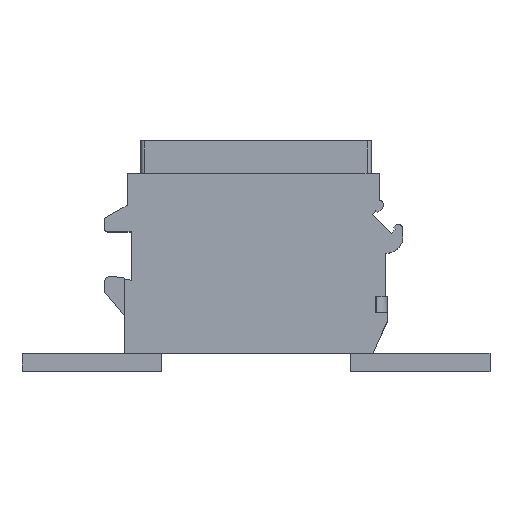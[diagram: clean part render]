
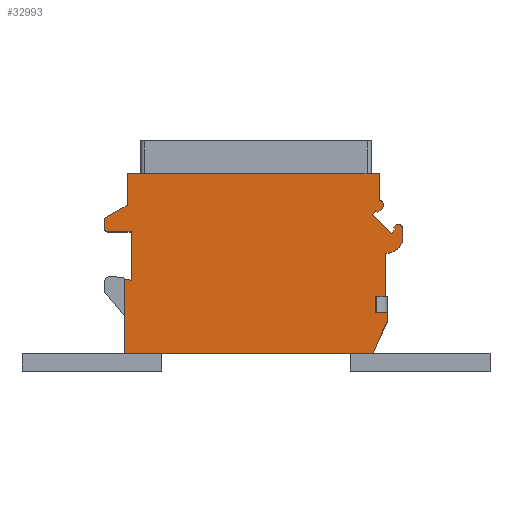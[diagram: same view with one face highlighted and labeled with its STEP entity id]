
A CAD part, top view. The second image highlights one B-rep face of the part: STEP entity #32993.
In plain terms, the highlighted planar face has unit normal (0, 0, 1).
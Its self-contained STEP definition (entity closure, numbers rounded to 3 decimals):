
#450=DIRECTION('',(-1.,0.,0.));
#451=VECTOR('',#450,1.1);
#452=CARTESIAN_POINT('',(14.372,6.3,7.));
#453=LINE('',#452,#451);
#454=DIRECTION('',(0.,-1.,0.));
#455=VECTOR('',#454,1.8);
#456=CARTESIAN_POINT('',(13.272,6.3,7.));
#457=LINE('',#456,#455);
#458=DIRECTION('',(1.,0.,0.));
#459=VECTOR('',#458,1.3);
#460=CARTESIAN_POINT('',(13.272,4.5,7.));
#461=LINE('',#460,#459);
#462=DIRECTION('',(0.,1.,0.));
#463=VECTOR('',#462,1.);
#464=CARTESIAN_POINT('',(14.572,3.5,7.));
#465=LINE('',#464,#463);
#466=DIRECTION('',(0.416,0.909,0.));
#467=VECTOR('',#466,3.848);
#468=CARTESIAN_POINT('',(12.972,0.,7.));
#469=LINE('',#468,#467);
#470=DIRECTION('',(1.,0.,0.));
#471=VECTOR('',#470,27.6);
#472=CARTESIAN_POINT('',(-14.628,0.,7.));
#473=LINE('',#472,#471);
#474=DIRECTION('',(0.,-1.,0.));
#475=VECTOR('',#474,8.232);
#476=CARTESIAN_POINT('',(-14.628,8.232,7.));
#477=LINE('',#476,#475);
#478=DIRECTION('',(-0.991,0.133,0.));
#479=VECTOR('',#478,0.807);
#480=CARTESIAN_POINT('',(-13.828,8.125,7.));
#481=LINE('',#480,#479);
#482=DIRECTION('',(0.,-1.,0.));
#483=VECTOR('',#482,5.375);
#484=CARTESIAN_POINT('',(-13.828,13.5,7.));
#485=LINE('',#484,#483);
#486=DIRECTION('',(1.,0.,0.));
#487=VECTOR('',#486,0.4);
#488=CARTESIAN_POINT('',(-14.228,13.5,7.));
#489=LINE('',#488,#487);
#490=DIRECTION('',(1.,0.,0.));
#491=VECTOR('',#490,2.3);
#492=CARTESIAN_POINT('',(-16.528,13.5,7.));
#493=LINE('',#492,#491);
#494=CARTESIAN_POINT('',(-16.528,13.8,7.));
#495=DIRECTION('',(0.,0.,1.));
#496=DIRECTION('',(-1.,0.,0.));
#497=AXIS2_PLACEMENT_3D('',#494,#495,#496);
#499=DIRECTION('',(0.,-1.,0.));
#500=VECTOR('',#499,1.2);
#501=CARTESIAN_POINT('',(-16.828,15.,7.));
#502=LINE('',#501,#500);
#503=DIRECTION('',(-0.866,-0.5,0.));
#504=VECTOR('',#503,2.887);
#505=CARTESIAN_POINT('',(-14.328,16.443,7.));
#506=LINE('',#505,#504);
#507=DIRECTION('',(0.,-1.,0.));
#508=VECTOR('',#507,3.557);
#509=CARTESIAN_POINT('',(-14.328,20.,7.));
#510=LINE('',#509,#508);
#511=DIRECTION('',(-1.,0.,0.));
#512=VECTOR('',#511,28.);
#513=CARTESIAN_POINT('',(13.672,20.,7.));
#514=LINE('',#513,#512);
#515=DIRECTION('',(0.,1.,0.));
#516=VECTOR('',#515,3.);
#517=CARTESIAN_POINT('',(13.672,17.,7.));
#518=LINE('',#517,#516);
#519=DIRECTION('',(-1.,0.,0.));
#520=VECTOR('',#519,0.01);
#521=CARTESIAN_POINT('',(13.682,17.,7.));
#522=LINE('',#521,#520);
#523=CARTESIAN_POINT('',(13.682,16.5,7.));
#524=DIRECTION('',(0.,0.,1.));
#525=DIRECTION('',(0.718,-0.696,0.));
#526=AXIS2_PLACEMENT_3D('',#523,#524,#525);
#528=DIRECTION('',(0.696,0.718,0.));
#529=VECTOR('',#528,0.738);
#530=CARTESIAN_POINT('',(13.528,15.622,7.));
#531=LINE('',#530,#529);
#532=DIRECTION('',(0.718,-0.696,0.));
#533=VECTOR('',#532,0.3);
#534=CARTESIAN_POINT('',(13.313,15.831,7.));
#535=LINE('',#534,#533);
#536=DIRECTION('',(0.696,0.718,0.));
#537=VECTOR('',#536,0.6);
#538=CARTESIAN_POINT('',(12.895,15.4,7.));
#539=LINE('',#538,#537);
#540=DIRECTION('',(-0.718,0.696,0.));
#541=VECTOR('',#540,3.);
#542=CARTESIAN_POINT('',(15.05,13.313,7.));
#543=LINE('',#542,#541);
#544=DIRECTION('',(-0.696,-0.718,0.));
#545=VECTOR('',#544,0.6);
#546=CARTESIAN_POINT('',(15.468,13.744,7.));
#547=LINE('',#546,#545);
#548=DIRECTION('',(0.718,-0.696,0.));
#549=VECTOR('',#548,0.3);
#550=CARTESIAN_POINT('',(15.252,13.953,7.));
#551=LINE('',#550,#549);
#552=DIRECTION('',(-0.696,-0.718,0.));
#553=VECTOR('',#552,0.303);
#554=CARTESIAN_POINT('',(15.463,14.17,7.));
#555=LINE('',#554,#553);
#556=CARTESIAN_POINT('',(15.822,13.822,7.));
#557=DIRECTION('',(0.,0.,1.));
#558=DIRECTION('',(1.,0.,0.));
#559=AXIS2_PLACEMENT_3D('',#556,#557,#558);
#561=DIRECTION('',(0.,1.,0.));
#562=VECTOR('',#561,0.893);
#563=CARTESIAN_POINT('',(16.322,12.93,7.));
#564=LINE('',#563,#562);
#565=CARTESIAN_POINT('',(14.522,12.93,7.));
#566=DIRECTION('',(0.,0.,1.));
#567=DIRECTION('',(-0.083,-0.997,0.));
#568=AXIS2_PLACEMENT_3D('',#565,#566,#567);
#570=DIRECTION('',(0.,1.,0.));
#571=VECTOR('',#570,4.836);
#572=CARTESIAN_POINT('',(14.372,6.3,7.));
#573=LINE('',#572,#571);
#27354=CARTESIAN_POINT('',(-14.328,20.,7.));
#27355=CARTESIAN_POINT('',(-14.328,16.443,7.));
#27356=VERTEX_POINT('',#27354);
#27357=VERTEX_POINT('',#27355);
#27358=CARTESIAN_POINT('',(-16.828,15.,7.));
#27359=VERTEX_POINT('',#27358);
#27360=CARTESIAN_POINT('',(-16.828,13.8,7.));
#27361=VERTEX_POINT('',#27360);
#27362=CARTESIAN_POINT('',(-16.528,13.5,7.));
#27363=VERTEX_POINT('',#27362);
#27364=CARTESIAN_POINT('',(-14.228,13.5,7.));
#27365=VERTEX_POINT('',#27364);
#27366=CARTESIAN_POINT('',(-13.828,8.125,7.));
#27367=CARTESIAN_POINT('',(-14.628,8.232,7.));
#27368=VERTEX_POINT('',#27366);
#27369=VERTEX_POINT('',#27367);
#27370=CARTESIAN_POINT('',(-14.628,0.,7.));
#27371=VERTEX_POINT('',#27370);
#27372=CARTESIAN_POINT('',(12.972,0.,7.));
#27373=VERTEX_POINT('',#27372);
#27374=CARTESIAN_POINT('',(14.572,3.5,7.));
#27375=VERTEX_POINT('',#27374);
#27376=CARTESIAN_POINT('',(14.372,11.136,7.));
#27377=CARTESIAN_POINT('',(16.322,12.93,7.));
#27378=VERTEX_POINT('',#27376);
#27379=VERTEX_POINT('',#27377);
#27380=CARTESIAN_POINT('',(16.322,13.822,7.));
#27381=VERTEX_POINT('',#27380);
#27382=CARTESIAN_POINT('',(15.463,14.17,7.));
#27383=VERTEX_POINT('',#27382);
#27384=CARTESIAN_POINT('',(15.252,13.953,7.));
#27385=VERTEX_POINT('',#27384);
#27386=CARTESIAN_POINT('',(15.468,13.744,7.));
#27387=VERTEX_POINT('',#27386);
#27388=CARTESIAN_POINT('',(15.05,13.313,7.));
#27389=VERTEX_POINT('',#27388);
#27390=CARTESIAN_POINT('',(12.895,15.4,7.));
#27391=VERTEX_POINT('',#27390);
#27392=CARTESIAN_POINT('',(13.313,15.831,7.));
#27393=VERTEX_POINT('',#27392);
#27394=CARTESIAN_POINT('',(13.528,15.622,7.));
#27395=VERTEX_POINT('',#27394);
#27396=CARTESIAN_POINT('',(14.042,16.152,7.));
#27397=VERTEX_POINT('',#27396);
#27398=CARTESIAN_POINT('',(13.682,17.,7.));
#27399=VERTEX_POINT('',#27398);
#27400=CARTESIAN_POINT('',(13.672,17.,7.));
#27401=VERTEX_POINT('',#27400);
#27402=CARTESIAN_POINT('',(13.672,20.,7.));
#27403=VERTEX_POINT('',#27402);
#27440=CARTESIAN_POINT('',(14.372,6.3,7.));
#27441=CARTESIAN_POINT('',(13.272,6.3,7.));
#27442=VERTEX_POINT('',#27440);
#27443=VERTEX_POINT('',#27441);
#27444=CARTESIAN_POINT('',(13.272,4.5,7.));
#27445=VERTEX_POINT('',#27444);
#27446=CARTESIAN_POINT('',(14.572,4.5,7.));
#27447=VERTEX_POINT('',#27446);
#27530=CARTESIAN_POINT('',(-13.828,13.5,7.));
#27531=VERTEX_POINT('',#27530);
#32954=CARTESIAN_POINT('',(0.,0.,7.));
#32955=DIRECTION('',(0.,0.,1.));
#32956=DIRECTION('',(1.,0.,0.));
#32957=AXIS2_PLACEMENT_3D('',#32954,#32955,#32956);
#32958=PLANE('',#32957);
#32960=ORIENTED_EDGE('',*,*,#32959,.T.);
#32962=ORIENTED_EDGE('',*,*,#32961,.T.);
#32963=ORIENTED_EDGE('',*,*,#32945,.T.);
#32964=ORIENTED_EDGE('',*,*,#32435,.F.);
#32965=ORIENTED_EDGE('',*,*,#32450,.F.);
#32966=ORIENTED_EDGE('',*,*,#32464,.F.);
#32967=ORIENTED_EDGE('',*,*,#32519,.F.);
#32968=ORIENTED_EDGE('',*,*,#32573,.F.);
#32969=ORIENTED_EDGE('',*,*,#32588,.F.);
#32970=ORIENTED_EDGE('',*,*,#32602,.F.);
#32971=ORIENTED_EDGE('',*,*,#32616,.F.);
#32972=ORIENTED_EDGE('',*,*,#32630,.F.);
#32973=ORIENTED_EDGE('',*,*,#32644,.F.);
#32974=ORIENTED_EDGE('',*,*,#32658,.F.);
#32975=ORIENTED_EDGE('',*,*,#32672,.F.);
#32976=ORIENTED_EDGE('',*,*,#32686,.F.);
#32977=ORIENTED_EDGE('',*,*,#32718,.F.);
#32978=ORIENTED_EDGE('',*,*,#32732,.F.);
#32979=ORIENTED_EDGE('',*,*,#32746,.F.);
#32980=ORIENTED_EDGE('',*,*,#32760,.F.);
#32981=ORIENTED_EDGE('',*,*,#32774,.F.);
#32982=ORIENTED_EDGE('',*,*,#32788,.F.);
#32983=ORIENTED_EDGE('',*,*,#32802,.F.);
#32984=ORIENTED_EDGE('',*,*,#32816,.F.);
#32985=ORIENTED_EDGE('',*,*,#32830,.F.);
#32986=ORIENTED_EDGE('',*,*,#32844,.F.);
#32987=ORIENTED_EDGE('',*,*,#32858,.F.);
#32988=ORIENTED_EDGE('',*,*,#32872,.F.);
#32989=ORIENTED_EDGE('',*,*,#32886,.F.);
#32990=ORIENTED_EDGE('',*,*,#32901,.F.);
#32991=EDGE_LOOP('',(#32960,#32962,#32963,#32964,#32965,#32966,#32967,#32968,
#32969,#32970,#32971,#32972,#32973,#32974,#32975,#32976,#32977,#32978,#32979,
#32980,#32981,#32982,#32983,#32984,#32985,#32986,#32987,#32988,#32989,#32990));
#32992=FACE_OUTER_BOUND('',#32991,.F.);
#32993=ADVANCED_FACE('',(#32992),#32958,.T.);
#498=CIRCLE('',#497,0.3);
#527=CIRCLE('',#526,0.5);
#560=CIRCLE('',#559,0.5);
#569=CIRCLE('',#568,1.8);
#32435=EDGE_CURVE('',#27375,#27447,#465,.T.);
#32450=EDGE_CURVE('',#27373,#27375,#469,.T.);
#32464=EDGE_CURVE('',#27371,#27373,#473,.T.);
#32519=EDGE_CURVE('',#27369,#27371,#477,.T.);
#32573=EDGE_CURVE('',#27368,#27369,#481,.T.);
#32588=EDGE_CURVE('',#27531,#27368,#485,.T.);
#32602=EDGE_CURVE('',#27365,#27531,#489,.T.);
#32616=EDGE_CURVE('',#27363,#27365,#493,.T.);
#32630=EDGE_CURVE('',#27361,#27363,#498,.T.);
#32644=EDGE_CURVE('',#27359,#27361,#502,.T.);
#32658=EDGE_CURVE('',#27357,#27359,#506,.T.);
#32672=EDGE_CURVE('',#27356,#27357,#510,.T.);
#32686=EDGE_CURVE('',#27403,#27356,#514,.T.);
#32718=EDGE_CURVE('',#27401,#27403,#518,.T.);
#32732=EDGE_CURVE('',#27399,#27401,#522,.T.);
#32746=EDGE_CURVE('',#27397,#27399,#527,.T.);
#32760=EDGE_CURVE('',#27395,#27397,#531,.T.);
#32774=EDGE_CURVE('',#27393,#27395,#535,.T.);
#32788=EDGE_CURVE('',#27391,#27393,#539,.T.);
#32802=EDGE_CURVE('',#27389,#27391,#543,.T.);
#32816=EDGE_CURVE('',#27387,#27389,#547,.T.);
#32830=EDGE_CURVE('',#27385,#27387,#551,.T.);
#32844=EDGE_CURVE('',#27383,#27385,#555,.T.);
#32858=EDGE_CURVE('',#27381,#27383,#560,.T.);
#32872=EDGE_CURVE('',#27379,#27381,#564,.T.);
#32886=EDGE_CURVE('',#27378,#27379,#569,.T.);
#32901=EDGE_CURVE('',#27442,#27378,#573,.T.);
#32945=EDGE_CURVE('',#27445,#27447,#461,.T.);
#32959=EDGE_CURVE('',#27442,#27443,#453,.T.);
#32961=EDGE_CURVE('',#27443,#27445,#457,.T.);
